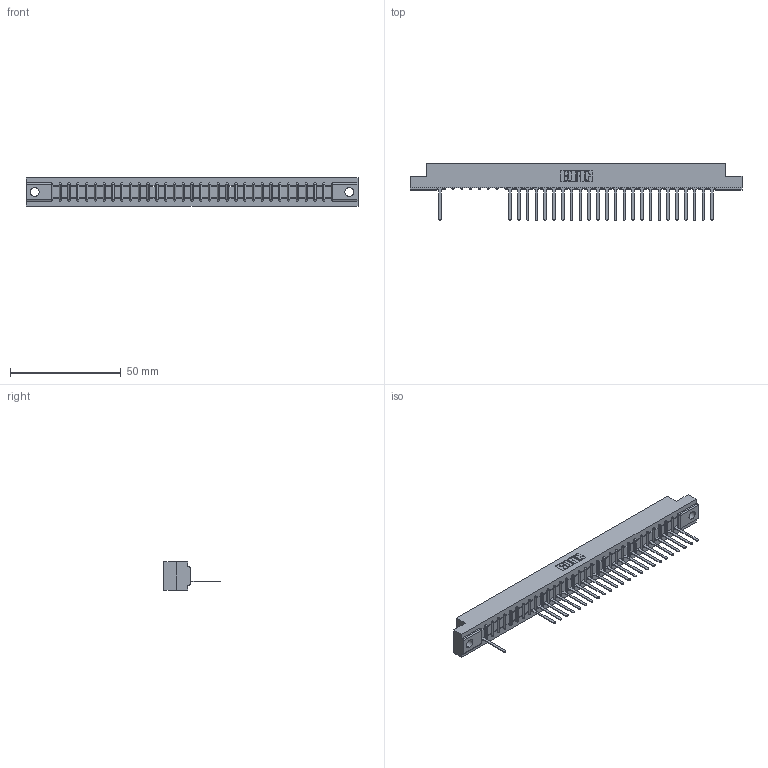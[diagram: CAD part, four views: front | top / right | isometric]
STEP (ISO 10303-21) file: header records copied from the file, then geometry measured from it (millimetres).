
FILE_DESCRIPTION (( 'STEP AP203' ), '1' );
FILE_NAME ('307-032-547-104.STEP', '2018-08-04T21:33:32', ( '' ), ( '' ), 'SwSTEP 2.0', 'SolidWorks 2016', '' );
FILE_SCHEMA (( 'CONFIG_CONTROL_DESIGN' ));
Length unit declared in the file: inch
Products named in the file (3): 307 Part_.156 Dia Mounting Holes; 307-290-001_547; 307-032-547-104
Assembly tree (26 placements, depth 2):
  307-032-547-104
    307 Part_.156 Dia Mounting Holes
    307-290-001_547  x25
Bounding box: 149.81 x 25.43 x 12.7 mm (x, y, z)
Volume: 15345.3 mm3; surface area: 15644.9 mm2
Topology: 26 solids, 26 shells, 1705 faces, 4857 edges, 3114 vertices
Faces by surface type: plane 1093, cylinder 546, sphere 66
Entity records: 28828 total; most frequent: CARTESIAN_POINT 4887, ORIENTED_EDGE 4878, DIRECTION 4743, EDGE_CURVE 2439, LINE 1875, VECTOR 1875, VERTEX_POINT 1578, AXIS2_PLACEMENT_3D 1434
